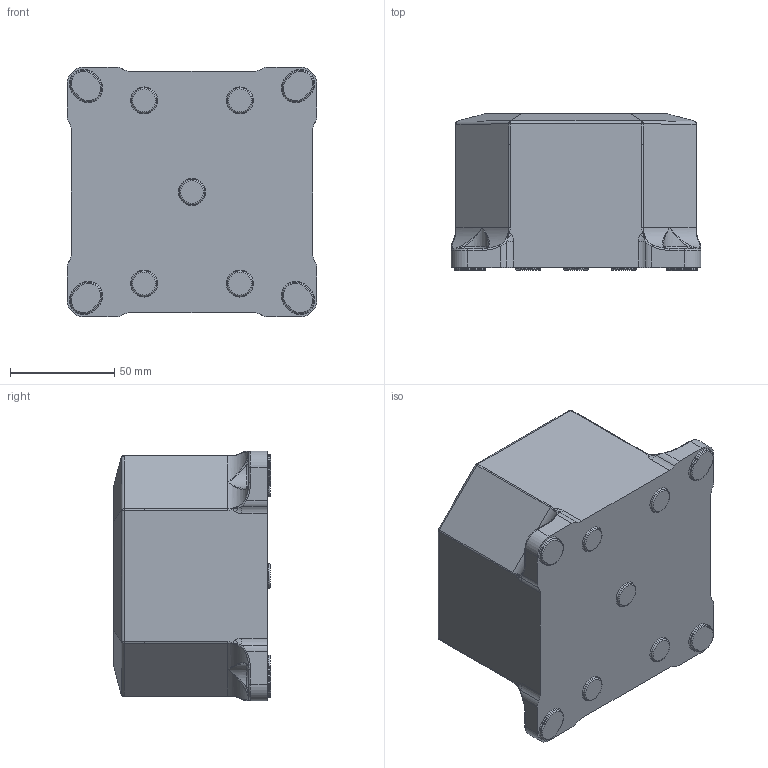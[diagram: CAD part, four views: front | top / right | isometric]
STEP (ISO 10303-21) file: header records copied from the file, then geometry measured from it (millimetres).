
FILE_DESCRIPTION(/* description */ (''),/* implementation_level */ '2;1');
FILE_NAME(/* name */ '940123.stp',/* time_stamp */ '2023-07-02T22:36:28+05:00',/* author */ ('pradhakrishnan'),/* organization */ (''),/* preprocessor_version */ 'ST-DEVELOPER v18',/* originating_system */ 'Autodesk Inventor 2020',/* authorisation */ '');
FILE_SCHEMA (('AUTOMOTIVE_DESIGN { 1 0 10303 214 3 1 1 }'));
Length unit declared in the file: millimetre
Products named in the file (1): 940123
Bounding box: 120 x 75.5 x 120 mm (x, y, z)
Volume: 903655.8 mm3; surface area: 56508.9 mm2
Topology: 1 solids, 1 shells, 284 faces, 689 edges, 393 vertices
Faces by surface type: cylinder 109, bspline 78, plane 55, torus 42
Full cylindrical faces by diameter (mm): 12 x5
Entity records: 10623 total; most frequent: CARTESIAN_POINT 4018, ORIENTED_EDGE 1332, DIRECTION 1298, EDGE_CURVE 666, AXIS2_PLACEMENT_3D 540, VERTEX_POINT 393, EDGE_LOOP 293, STYLED_ITEM 285
